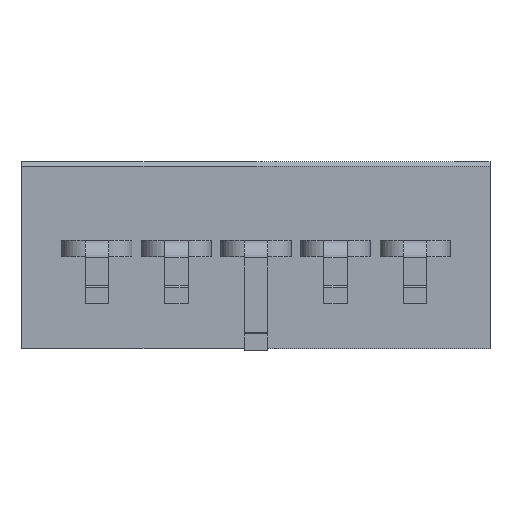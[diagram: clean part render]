
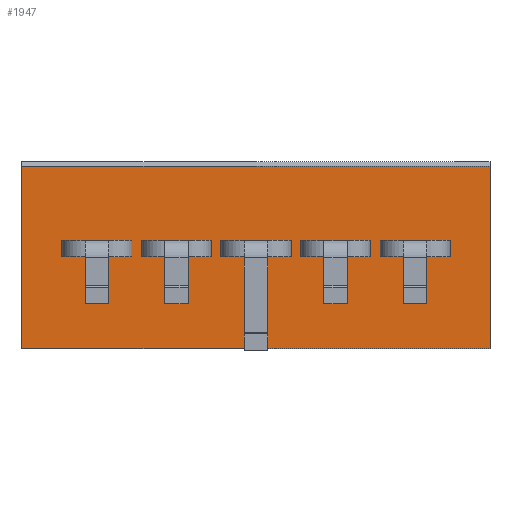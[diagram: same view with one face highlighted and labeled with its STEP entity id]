
A CAD part, front view. The second image highlights one B-rep face of the part: STEP entity #1947.
In plain terms, the highlighted planar face has unit normal (0, -1, 0).
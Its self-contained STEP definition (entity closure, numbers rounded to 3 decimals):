
#20=FACE_BOUND('',#251,.T.);
#21=FACE_BOUND('',#252,.T.);
#22=FACE_BOUND('',#253,.T.);
#23=FACE_BOUND('',#254,.T.);
#24=FACE_BOUND('',#255,.T.);
#149=FACE_OUTER_BOUND('',#250,.T.);
#250=EDGE_LOOP('',(#1733,#1734,#1735,#1736));
#251=EDGE_LOOP('',(#1737,#1738,#1739,#1740));
#252=EDGE_LOOP('',(#1741,#1742,#1743,#1744));
#253=EDGE_LOOP('',(#1745,#1746,#1747,#1748));
#254=EDGE_LOOP('',(#1749,#1750,#1751,#1752));
#255=EDGE_LOOP('',(#1753,#1754,#1755,#1756));
#434=LINE('',#2979,#650);
#464=LINE('',#3063,#680);
#467=LINE('',#3067,#683);
#470=LINE('',#3078,#686);
#473=LINE('',#3089,#689);
#476=LINE('',#3093,#692);
#481=LINE('',#3109,#697);
#486=LINE('',#3122,#702);
#488=LINE('',#3125,#704);
#491=LINE('',#3136,#707);
#494=LINE('',#3147,#710);
#497=LINE('',#3151,#713);
#500=LINE('',#3164,#716);
#503=LINE('',#3171,#719);
#504=LINE('',#3173,#720);
#505=LINE('',#3175,#721);
#506=LINE('',#3178,#722);
#509=LINE('',#3183,#725);
#510=LINE('',#3185,#726);
#511=LINE('',#3187,#727);
#515=LINE('',#3196,#731);
#519=LINE('',#3209,#735);
#536=LINE('',#3242,#752);
#537=LINE('',#3243,#753);
#650=VECTOR('',#2410,10.);
#680=VECTOR('',#2490,10.);
#683=VECTOR('',#2495,10.);
#686=VECTOR('',#2506,10.);
#689=VECTOR('',#2517,10.);
#692=VECTOR('',#2522,10.);
#697=VECTOR('',#2537,10.);
#702=VECTOR('',#2550,10.);
#704=VECTOR('',#2554,10.);
#707=VECTOR('',#2565,10.);
#710=VECTOR('',#2576,10.);
#713=VECTOR('',#2581,10.);
#716=VECTOR('',#2594,10.);
#719=VECTOR('',#2603,10.);
#720=VECTOR('',#2606,10.);
#721=VECTOR('',#2609,10.);
#722=VECTOR('',#2612,10.);
#725=VECTOR('',#2617,10.);
#726=VECTOR('',#2620,10.);
#727=VECTOR('',#2623,10.);
#731=VECTOR('',#2629,10.);
#735=VECTOR('',#2641,10.);
#752=VECTOR('',#2668,10.);
#753=VECTOR('',#2669,10.);
#857=VERTEX_POINT('',#2976);
#858=VERTEX_POINT('',#2978);
#886=VERTEX_POINT('',#3061);
#887=VERTEX_POINT('',#3062);
#890=VERTEX_POINT('',#3075);
#891=VERTEX_POINT('',#3077);
#894=VERTEX_POINT('',#3087);
#895=VERTEX_POINT('',#3088);
#900=VERTEX_POINT('',#3107);
#901=VERTEX_POINT('',#3108);
#904=VERTEX_POINT('',#3119);
#905=VERTEX_POINT('',#3121);
#908=VERTEX_POINT('',#3133);
#909=VERTEX_POINT('',#3135);
#912=VERTEX_POINT('',#3145);
#913=VERTEX_POINT('',#3146);
#917=VERTEX_POINT('',#3161);
#918=VERTEX_POINT('',#3163);
#920=VERTEX_POINT('',#3177);
#921=VERTEX_POINT('',#3181);
#922=VERTEX_POINT('',#3189);
#925=VERTEX_POINT('',#3194);
#930=VERTEX_POINT('',#3208);
#941=VERTEX_POINT('',#3241);
#1085=EDGE_CURVE('',#858,#857,#434,.T.);
#1126=EDGE_CURVE('',#886,#887,#464,.T.);
#1129=EDGE_CURVE('',#887,#858,#467,.T.);
#1134=EDGE_CURVE('',#891,#890,#470,.T.);
#1139=EDGE_CURVE('',#894,#895,#473,.T.);
#1142=EDGE_CURVE('',#895,#891,#476,.T.);
#1149=EDGE_CURVE('',#900,#901,#481,.T.);
#1156=EDGE_CURVE('',#905,#904,#486,.T.);
#1158=EDGE_CURVE('',#904,#900,#488,.T.);
#1163=EDGE_CURVE('',#909,#908,#491,.T.);
#1168=EDGE_CURVE('',#912,#913,#494,.T.);
#1171=EDGE_CURVE('',#913,#909,#497,.T.);
#1177=EDGE_CURVE('',#918,#917,#500,.T.);
#1181=EDGE_CURVE('',#901,#905,#503,.T.);
#1182=EDGE_CURVE('',#908,#912,#504,.T.);
#1183=EDGE_CURVE('',#890,#894,#505,.T.);
#1184=EDGE_CURVE('',#920,#918,#506,.T.);
#1187=EDGE_CURVE('',#917,#921,#509,.T.);
#1188=EDGE_CURVE('',#921,#920,#510,.T.);
#1189=EDGE_CURVE('',#857,#886,#511,.T.);
#1193=EDGE_CURVE('',#925,#922,#515,.T.);
#1199=EDGE_CURVE('',#930,#922,#519,.T.);
#1216=EDGE_CURVE('',#941,#925,#536,.T.);
#1217=EDGE_CURVE('',#941,#930,#537,.T.);
#1733=ORIENTED_EDGE('',*,*,#1193,.F.);
#1734=ORIENTED_EDGE('',*,*,#1216,.F.);
#1735=ORIENTED_EDGE('',*,*,#1217,.T.);
#1736=ORIENTED_EDGE('',*,*,#1199,.T.);
#1737=ORIENTED_EDGE('',*,*,#1158,.T.);
#1738=ORIENTED_EDGE('',*,*,#1149,.T.);
#1739=ORIENTED_EDGE('',*,*,#1181,.T.);
#1740=ORIENTED_EDGE('',*,*,#1156,.T.);
#1741=ORIENTED_EDGE('',*,*,#1171,.T.);
#1742=ORIENTED_EDGE('',*,*,#1163,.T.);
#1743=ORIENTED_EDGE('',*,*,#1182,.T.);
#1744=ORIENTED_EDGE('',*,*,#1168,.T.);
#1745=ORIENTED_EDGE('',*,*,#1142,.T.);
#1746=ORIENTED_EDGE('',*,*,#1134,.T.);
#1747=ORIENTED_EDGE('',*,*,#1183,.T.);
#1748=ORIENTED_EDGE('',*,*,#1139,.T.);
#1749=ORIENTED_EDGE('',*,*,#1184,.T.);
#1750=ORIENTED_EDGE('',*,*,#1177,.T.);
#1751=ORIENTED_EDGE('',*,*,#1187,.T.);
#1752=ORIENTED_EDGE('',*,*,#1188,.T.);
#1753=ORIENTED_EDGE('',*,*,#1129,.T.);
#1754=ORIENTED_EDGE('',*,*,#1085,.T.);
#1755=ORIENTED_EDGE('',*,*,#1189,.T.);
#1756=ORIENTED_EDGE('',*,*,#1126,.T.);
#1848=PLANE('',#2133);
#1947=ADVANCED_FACE('',(#149,#20,#21,#22,#23,#24),#1848,.T.);
#2133=AXIS2_PLACEMENT_3D('',#3240,#2666,#2667);
#2410=DIRECTION('',(1.,0.,0.));
#2490=DIRECTION('',(-1.,0.,0.));
#2495=DIRECTION('',(0.,0.,1.));
#2506=DIRECTION('',(1.,0.,0.));
#2517=DIRECTION('',(-1.,0.,0.));
#2522=DIRECTION('',(0.,0.,1.));
#2537=DIRECTION('',(1.,0.,0.));
#2550=DIRECTION('',(-1.,0.,0.));
#2554=DIRECTION('',(0.,0.,1.));
#2565=DIRECTION('',(1.,0.,0.));
#2576=DIRECTION('',(-1.,0.,0.));
#2581=DIRECTION('',(0.,0.,1.));
#2594=DIRECTION('',(1.,0.,0.));
#2603=DIRECTION('',(0.,0.,-1.));
#2606=DIRECTION('',(0.,0.,-1.));
#2609=DIRECTION('',(0.,0.,-1.));
#2612=DIRECTION('',(0.,0.,1.));
#2617=DIRECTION('',(0.,0.,-1.));
#2620=DIRECTION('',(-1.,0.,0.));
#2623=DIRECTION('',(0.,0.,-1.));
#2629=DIRECTION('',(1.,0.,0.));
#2641=DIRECTION('',(0.,0.,1.));
#2666=DIRECTION('center_axis',(0.,-1.,0.));
#2667=DIRECTION('ref_axis',(1.,0.,0.));
#2668=DIRECTION('',(0.,0.,1.));
#2669=DIRECTION('',(1.,0.,0.));
#2976=CARTESIAN_POINT('',(9.15,0.,2.319));
#2978=CARTESIAN_POINT('',(7.65,0.,2.319));
#2979=CARTESIAN_POINT('',(4.575,0.,2.319));
#3061=CARTESIAN_POINT('',(9.15,0.,1.969));
#3062=CARTESIAN_POINT('',(7.65,0.,1.969));
#3063=CARTESIAN_POINT('',(3.825,0.,1.969));
#3067=CARTESIAN_POINT('',(7.65,0.,1.159));
#3075=CARTESIAN_POINT('',(7.45,0.,2.319));
#3077=CARTESIAN_POINT('',(5.95,0.,2.319));
#3078=CARTESIAN_POINT('',(3.725,0.,2.319));
#3087=CARTESIAN_POINT('',(7.45,0.,1.969));
#3088=CARTESIAN_POINT('',(5.95,0.,1.969));
#3089=CARTESIAN_POINT('',(2.975,0.,1.969));
#3093=CARTESIAN_POINT('',(5.95,0.,1.159));
#3107=CARTESIAN_POINT('',(4.25,0.,2.319));
#3108=CARTESIAN_POINT('',(5.75,0.,2.319));
#3109=CARTESIAN_POINT('',(2.875,0.,2.319));
#3119=CARTESIAN_POINT('',(4.25,0.,1.969));
#3121=CARTESIAN_POINT('',(5.75,0.,1.969));
#3122=CARTESIAN_POINT('',(2.125,0.,1.969));
#3125=CARTESIAN_POINT('',(4.25,0.,1.159));
#3133=CARTESIAN_POINT('',(4.05,0.,2.319));
#3135=CARTESIAN_POINT('',(2.55,0.,2.319));
#3136=CARTESIAN_POINT('',(2.025,0.,2.319));
#3145=CARTESIAN_POINT('',(4.05,0.,1.969));
#3146=CARTESIAN_POINT('',(2.55,0.,1.969));
#3147=CARTESIAN_POINT('',(1.275,0.,1.969));
#3151=CARTESIAN_POINT('',(2.55,0.,1.159));
#3161=CARTESIAN_POINT('',(2.35,0.,2.319));
#3163=CARTESIAN_POINT('',(0.85,0.,2.319));
#3164=CARTESIAN_POINT('',(1.175,0.,2.319));
#3171=CARTESIAN_POINT('',(5.75,0.,0.984));
#3173=CARTESIAN_POINT('',(4.05,0.,0.984));
#3175=CARTESIAN_POINT('',(7.45,0.,0.984));
#3177=CARTESIAN_POINT('',(0.85,0.,1.969));
#3178=CARTESIAN_POINT('',(0.85,0.,1.159));
#3181=CARTESIAN_POINT('',(2.35,0.,1.969));
#3183=CARTESIAN_POINT('',(2.35,0.,0.984));
#3185=CARTESIAN_POINT('',(0.425,0.,1.969));
#3187=CARTESIAN_POINT('',(9.15,0.,0.984));
#3189=CARTESIAN_POINT('',(10.,0.,3.9));
#3194=CARTESIAN_POINT('',(0.,0.,3.9));
#3196=CARTESIAN_POINT('',(2.5,0.,3.9));
#3208=CARTESIAN_POINT('',(10.,0.,0.));
#3209=CARTESIAN_POINT('',(10.,0.,0.));
#3240=CARTESIAN_POINT('Origin',(0.,0.,0.));
#3241=CARTESIAN_POINT('',(0.,0.,0.));
#3242=CARTESIAN_POINT('',(0.,0.,0.));
#3243=CARTESIAN_POINT('',(0.,0.,0.));
